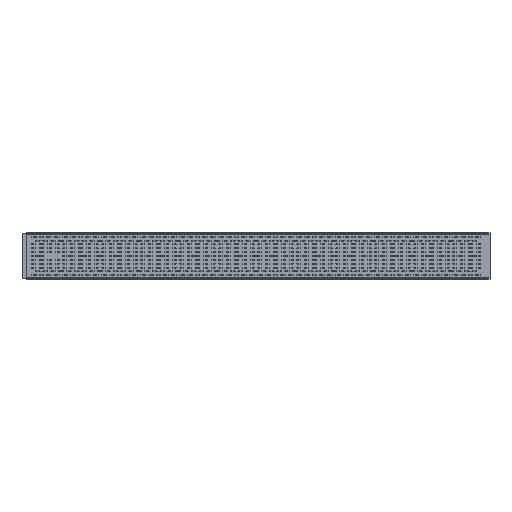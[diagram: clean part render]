
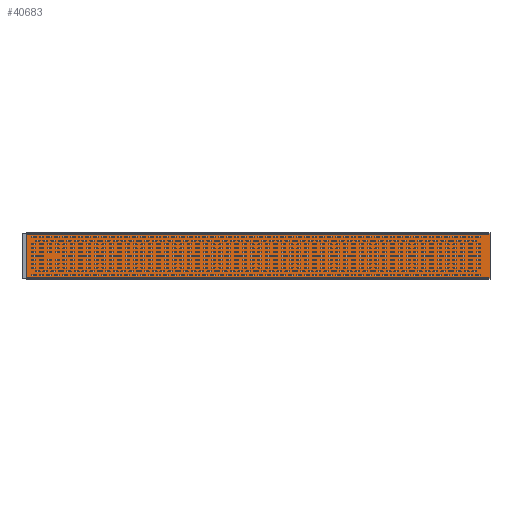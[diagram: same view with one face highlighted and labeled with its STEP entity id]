
A CAD part, top view. The second image highlights one B-rep face of the part: STEP entity #40683.
In plain terms, the highlighted planar face has unit normal (0, 0, 1).
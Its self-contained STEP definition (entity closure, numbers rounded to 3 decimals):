
#5529=FACE_OUTER_BOUND('',#7434,.T.);
#7434=EDGE_LOOP('',(#31304,#31305,#31306,#31307));
#9364=LINE('',#66604,#13044);
#9376=LINE('',#66635,#13056);
#9377=LINE('',#66637,#13057);
#9378=LINE('',#66638,#13058);
#13044=VECTOR('',#51804,1.);
#13056=VECTOR('',#51832,1.);
#13057=VECTOR('',#51833,1.);
#13058=VECTOR('',#51834,1.);
#16744=VERTEX_POINT('',#66601);
#16745=VERTEX_POINT('',#66603);
#16756=VERTEX_POINT('',#66634);
#16757=VERTEX_POINT('',#66636);
#23963=EDGE_CURVE('',#16744,#16745,#9364,.T.);
#23978=EDGE_CURVE('',#16756,#16744,#9376,.F.);
#23979=EDGE_CURVE('',#16756,#16757,#9377,.T.);
#23980=EDGE_CURVE('',#16757,#16745,#9378,.T.);
#31304=ORIENTED_EDGE('',*,*,#23963,.F.);
#31305=ORIENTED_EDGE('',*,*,#23978,.F.);
#31306=ORIENTED_EDGE('',*,*,#23979,.T.);
#31307=ORIENTED_EDGE('',*,*,#23980,.T.);
#38838=PLANE('',#46198);
#40683=ADVANCED_FACE('',(#5529),#38838,.T.);
#46198=AXIS2_PLACEMENT_3D('',#66633,#51830,#51831);
#51804=DIRECTION('',(0.,1.,0.));
#51830=DIRECTION('center_axis',(0.,0.,1.));
#51831=DIRECTION('ref_axis',(1.,0.,0.));
#51832=DIRECTION('',(1.,0.,0.));
#51833=DIRECTION('',(0.,1.,0.));
#51834=DIRECTION('',(-1.,0.,0.));
#66601=CARTESIAN_POINT('',(103.044,123.62,-37.6));
#66603=CARTESIAN_POINT('',(103.044,417.82,-37.6));
#66604=CARTESIAN_POINT('',(103.044,270.72,-37.6));
#66633=CARTESIAN_POINT('Origin',(1587.054,270.72,-37.6));
#66634=CARTESIAN_POINT('',(3102.054,123.62,-37.6));
#66635=CARTESIAN_POINT('',(103.049,123.62,-37.6));
#66636=CARTESIAN_POINT('',(3102.054,417.82,-37.6));
#66637=CARTESIAN_POINT('',(3102.054,270.72,-37.6));
#66638=CARTESIAN_POINT('',(103.049,417.82,-37.6));
